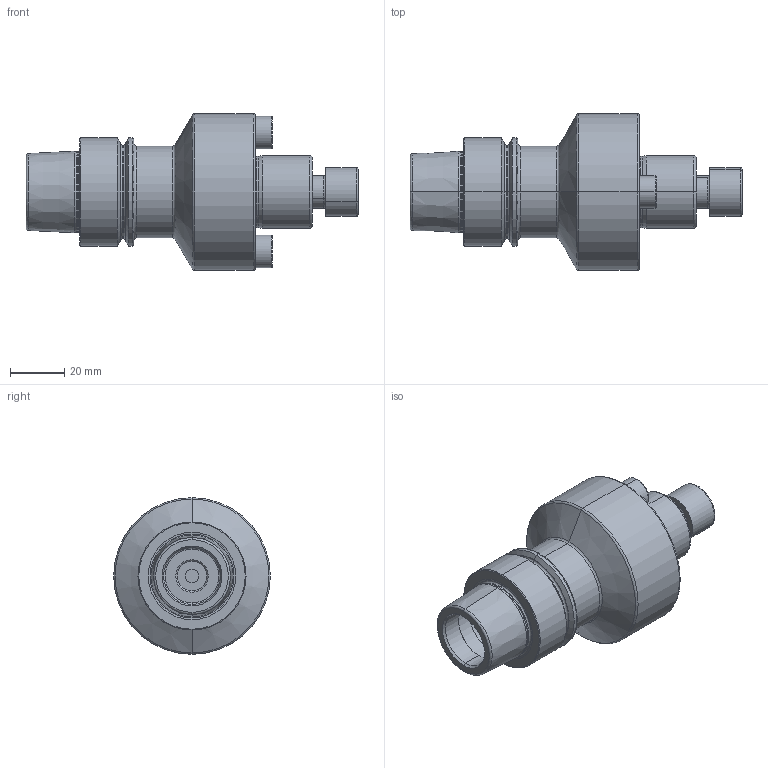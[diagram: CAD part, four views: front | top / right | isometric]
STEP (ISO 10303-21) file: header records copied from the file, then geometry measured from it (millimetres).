
FILE_DESCRIPTION (( 'STEP AP203' ), '1' );
FILE_NAME ('HE4.D27.001.065.STEP', '2018-02-19T10:45:35', ( 'SWIAdmin' ), ( 'Hewlett-Packard Company' ), 'SwSTEP 2.0', 'SolidWorks 2017', '' );
FILE_SCHEMA (( 'CONFIG_CONTROL_DESIGN' ));
Length unit declared in the file: millimetre
Products named in the file (4): HE4.D27.001.065; HE4-D27.001.065_A_Fertigbearbeitung; D27-ER2.001.021_B; D27-ER1.002.030_A
Assembly tree (4 placements, depth 2):
  HE4.D27.001.065
    HE4-D27.001.065_A_Fertigbearbeitung
    D27-ER2.001.021_B  x2
    D27-ER1.002.030_A
Bounding box: 122.9 x 58 x 58 mm (x, y, z)
Volume: 126899.4 mm3; surface area: 27277.3 mm2
Topology: 4 solids, 4 shells, 229 faces, 482 edges, 271 vertices
Faces by surface type: torus 64, cylinder 60, cone 58, plane 47
Entity records: 5474 total; most frequent: DIRECTION 1002, CARTESIAN_POINT 914, ORIENTED_EDGE 772, AXIS2_PLACEMENT_3D 436, EDGE_CURVE 386, CIRCLE 240, VERTEX_POINT 220, EDGE_LOOP 208
